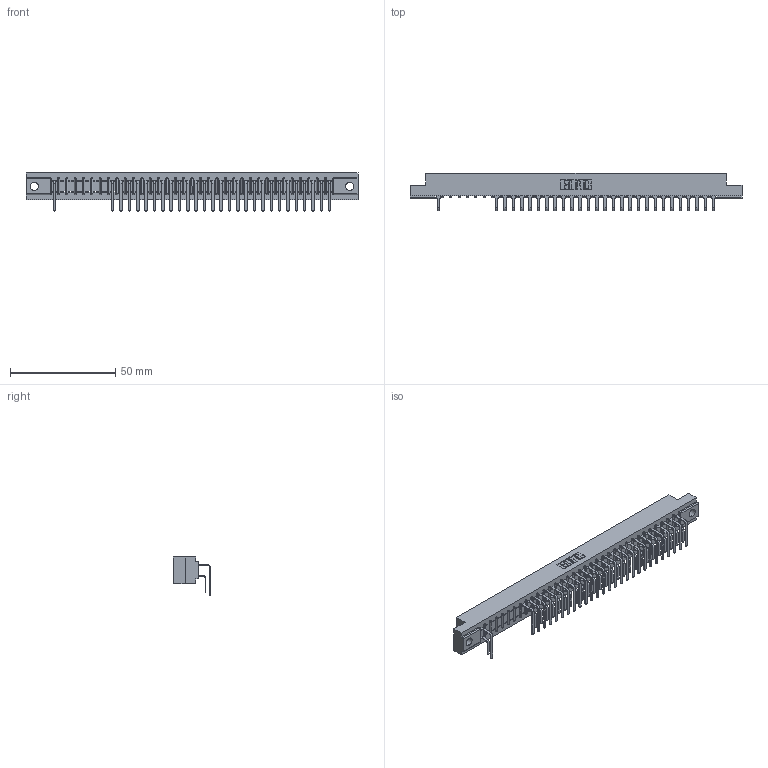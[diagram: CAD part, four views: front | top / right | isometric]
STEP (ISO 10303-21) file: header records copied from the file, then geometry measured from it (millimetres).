
FILE_DESCRIPTION (( 'STEP AP203' ), '1' );
FILE_NAME ('307-068-559-204.STEP', '2018-08-06T12:26:23', ( '' ), ( '' ), 'SwSTEP 2.0', 'SolidWorks 2016', '' );
FILE_SCHEMA (( 'CONFIG_CONTROL_DESIGN' ));
Length unit declared in the file: inch
Products named in the file (4): 307-068-559-204; 307 Part_.156 Dia Mounting Holes; 307-290-001_558 559 - 1 (Single); 307-290-001_559 - 2 (Single)
Assembly tree (56 placements, depth 2):
  307-068-559-204
    307 Part_.156 Dia Mounting Holes
    307-290-001_558 559 - 1 (Single)  x27
    307-290-001_559 - 2 (Single)  x28
Bounding box: 157.73 x 17.69 x 18.07 mm (x, y, z)
Volume: 16687.7 mm3; surface area: 20416.3 mm2
Topology: 56 solids, 56 shells, 3047 faces, 8585 edges, 5554 vertices
Faces by surface type: plane 1977, cylinder 1000, sphere 70
Entity records: 32671 total; most frequent: CARTESIAN_POINT 5409, ORIENTED_EDGE 5370, DIRECTION 5279, EDGE_CURVE 2685, LINE 2063, VECTOR 2063, VERTEX_POINT 1738, AXIS2_PLACEMENT_3D 1608
